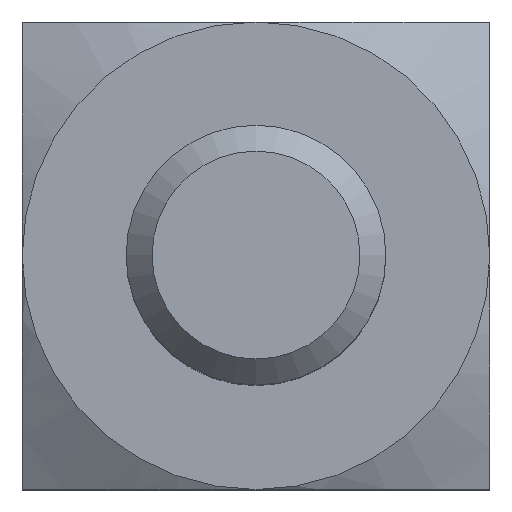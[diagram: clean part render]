
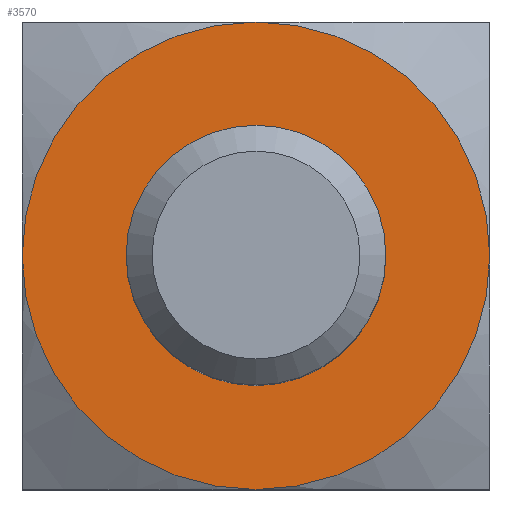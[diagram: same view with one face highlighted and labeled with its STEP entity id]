
A CAD part, top view. The second image highlights one B-rep face of the part: STEP entity #3570.
In plain terms, the highlighted face is planar.
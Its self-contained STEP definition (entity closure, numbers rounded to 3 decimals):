
#700=PLANE('',#3739);
#882=ORIENTED_EDGE('',*,*,#1553,.T.);
#883=ORIENTED_EDGE('',*,*,#1554,.T.);
#884=ORIENTED_EDGE('',*,*,#1555,.T.);
#885=ORIENTED_EDGE('',*,*,#1556,.T.);
#886=ORIENTED_EDGE('',*,*,#1551,.T.);
#1551=EDGE_CURVE('',#1887,#1887,#2083,.T.);
#1553=EDGE_CURVE('',#1889,#1890,#2085,.T.);
#1554=EDGE_CURVE('',#1890,#1891,#2086,.T.);
#1555=EDGE_CURVE('',#1891,#1892,#2087,.T.);
#1556=EDGE_CURVE('',#1892,#1889,#2088,.T.);
#1887=VERTEX_POINT('',#4604);
#1889=VERTEX_POINT('',#4609);
#1890=VERTEX_POINT('',#4610);
#1891=VERTEX_POINT('',#4612);
#1892=VERTEX_POINT('',#4614);
#2083=CIRCLE('',#3737,2.5);
#2085=CIRCLE('',#3740,4.5);
#2086=CIRCLE('',#3741,4.5);
#2087=CIRCLE('',#3742,4.5);
#2088=CIRCLE('',#3743,4.5);
#2103=EDGE_LOOP('',(#882,#883,#884,#885));
#2104=EDGE_LOOP('',(#886));
#2281=FACE_BOUND('',#2103,.T.);
#2282=FACE_BOUND('',#2104,.T.);
#3570=ADVANCED_FACE('',(#2281,#2282),#700,.F.);
#3737=AXIS2_PLACEMENT_3D('',#4603,#3940,#3941);
#3739=AXIS2_PLACEMENT_3D('',#4607,#3944,#3945);
#3740=AXIS2_PLACEMENT_3D('',#4608,#3946,#3947);
#3741=AXIS2_PLACEMENT_3D('',#4611,#3948,#3949);
#3742=AXIS2_PLACEMENT_3D('',#4613,#3950,#3951);
#3743=AXIS2_PLACEMENT_3D('',#4615,#3952,#3953);
#3940=DIRECTION('',(0.,-1.,0.));
#3941=DIRECTION('',(1.,0.,0.));
#3944=DIRECTION('',(0.,-1.,0.));
#3945=DIRECTION('',(0.,0.,-1.));
#3946=DIRECTION('',(0.,1.,0.));
#3947=DIRECTION('',(0.,0.,1.));
#3948=DIRECTION('',(0.,1.,0.));
#3949=DIRECTION('',(0.,0.,1.));
#3950=DIRECTION('',(0.,1.,0.));
#3951=DIRECTION('',(0.,0.,1.));
#3952=DIRECTION('',(0.,1.,0.));
#3953=DIRECTION('',(0.,0.,1.));
#4603=CARTESIAN_POINT('',(0.,4.5,0.));
#4604=CARTESIAN_POINT('',(2.5,4.5,0.));
#4607=CARTESIAN_POINT('',(0.,4.5,0.));
#4608=CARTESIAN_POINT('',(0.,4.5,0.));
#4609=CARTESIAN_POINT('',(-4.5,4.5,0.));
#4610=CARTESIAN_POINT('',(0.,4.5,4.5));
#4611=CARTESIAN_POINT('',(0.,4.5,0.));
#4612=CARTESIAN_POINT('',(4.5,4.5,0.));
#4613=CARTESIAN_POINT('',(0.,4.5,0.));
#4614=CARTESIAN_POINT('',(0.,4.5,-4.5));
#4615=CARTESIAN_POINT('',(0.,4.5,0.));
